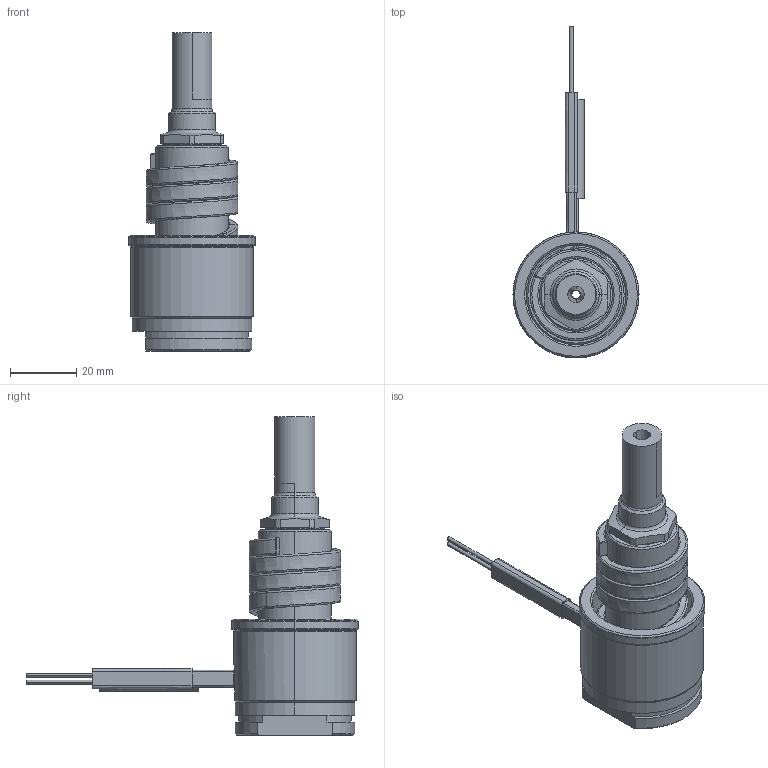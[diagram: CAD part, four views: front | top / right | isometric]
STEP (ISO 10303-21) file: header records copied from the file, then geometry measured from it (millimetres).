
FILE_DESCRIPTION((''),'2;1');
FILE_NAME('LS-76-AEM-H','2016-08-29T',('砐錪賧瘔蠈錪'),('IMID'),'PRO/ENGINEER BY PARAMETRIC TECHNOLOGY CORPORATION, 2015070','PRO/ENGINEER BY PARAMETRIC TECHNOLOGY CORPORATION, 2015070','');
FILE_SCHEMA(('CONFIG_CONTROL_DESIGN'));
Length unit declared in the file: millimetre
Products named in the file (1): LS-76-AEM-H
Bounding box: 38 x 100 x 96 mm (x, y, z)
Volume: 48533.2 mm3; surface area: 24111 mm2
Topology: 1 solids, 9 shells, 320 faces, 776 edges, 460 vertices
Faces by surface type: cylinder 103, cone 63, bspline 57, plane 48, torus 30, revolution 9, extrusion 8, sphere 2
Entity records: 14912 total; most frequent: CARTESIAN_POINT 7709, ORIENTED_EDGE 1512, DIRECTION 1447, EDGE_CURVE 768, AXIS2_PLACEMENT_3D 584, VERTEX_POINT 460, EDGE_LOOP 344, CIRCLE 337
